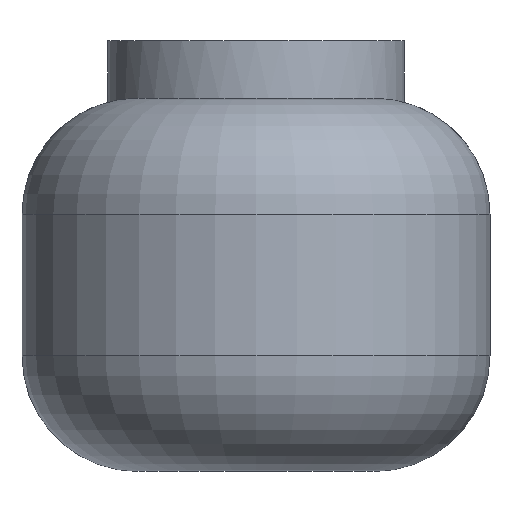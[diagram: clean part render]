
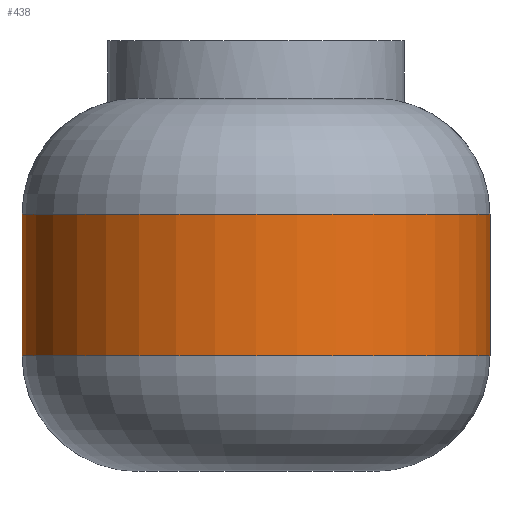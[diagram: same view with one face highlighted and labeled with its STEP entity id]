
A CAD part, front view. The second image highlights one B-rep face of the part: STEP entity #438.
In plain terms, the highlighted cylindrical face has radius 12.827 mm (diameter 25.654 mm), a partial arc.
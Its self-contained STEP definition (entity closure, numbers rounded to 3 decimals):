
#175=CARTESIAN_POINT('Vertex',(12.827,-28.956,14.097)) ;
#207=CARTESIAN_POINT('Vertex',(-12.827,-28.956,14.097)) ;
#210=CARTESIAN_POINT('Axis2P3D Location',(0.,-28.956,14.097)) ;
#313=CARTESIAN_POINT('Vertex',(12.827,-28.956,6.35)) ;
#344=CARTESIAN_POINT('Vertex',(-12.827,-28.956,6.35)) ;
#347=CARTESIAN_POINT('Axis2P3D Location',(0.,-28.956,6.35)) ;
#410=CARTESIAN_POINT('Line Origine',(12.827,-28.956,10.224)) ;
#422=CARTESIAN_POINT('Axis2P3D Location',(0.,-28.956,10.224)) ;
#427=CARTESIAN_POINT('Line Origine',(-12.827,-28.956,10.224)) ;
#412=VECTOR('Line Direction',#411,1.) ;
#429=VECTOR('Line Direction',#428,1.) ;
#211=DIRECTION('Axis2P3D Direction',(0.,-0.,1.)) ;
#348=DIRECTION('Axis2P3D Direction',(0.,-0.,1.)) ;
#411=DIRECTION('Vector Direction',(0.,0.,1.)) ;
#423=DIRECTION('Axis2P3D Direction',(0.,0.,1.)) ;
#424=DIRECTION('Axis2P3D XDirection',(-1.,0.,0.)) ;
#428=DIRECTION('Vector Direction',(0.,0.,1.)) ;
#212=AXIS2_PLACEMENT_3D('Circle Axis2P3D',#210,#211,$) ;
#349=AXIS2_PLACEMENT_3D('Circle Axis2P3D',#347,#348,$) ;
#425=AXIS2_PLACEMENT_3D('Cylinder Axis2P3D',#422,#423,#424) ;
#413=LINE('Line',#410,#412) ;
#430=LINE('Line',#427,#429) ;
#213=CIRCLE('generated circle',#212,12.827) ;
#350=CIRCLE('generated circle',#349,12.827) ;
#426=CYLINDRICAL_SURFACE('generated cylinder',#425,12.827) ;
#214=EDGE_CURVE('',#208,#176,#213,.T.) ;
#351=EDGE_CURVE('',#345,#314,#350,.T.) ;
#414=EDGE_CURVE('',#314,#176,#413,.T.) ;
#431=EDGE_CURVE('',#345,#208,#430,.T.) ;
#433=ORIENTED_EDGE('',*,*,#414,.T.) ;
#434=ORIENTED_EDGE('',*,*,#214,.F.) ;
#435=ORIENTED_EDGE('',*,*,#431,.F.) ;
#436=ORIENTED_EDGE('',*,*,#351,.T.) ;
#432=EDGE_LOOP('',(#433,#434,#435,#436)) ;
#176=VERTEX_POINT('',#175) ;
#208=VERTEX_POINT('',#207) ;
#314=VERTEX_POINT('',#313) ;
#345=VERTEX_POINT('',#344) ;
#438=ADVANCED_FACE('PartBody',(#437),#426,.T.) ;
#437=FACE_OUTER_BOUND('',#432,.T.) ;
